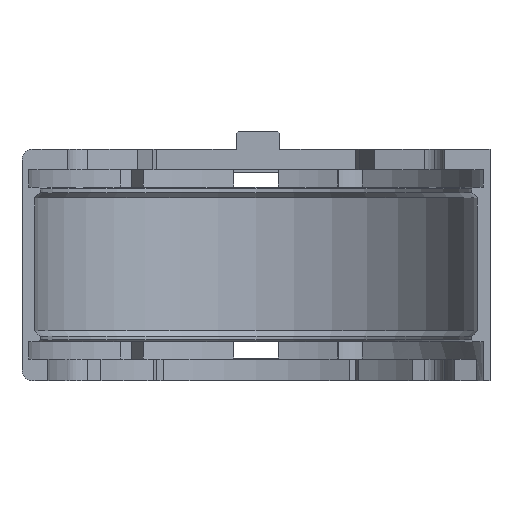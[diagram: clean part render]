
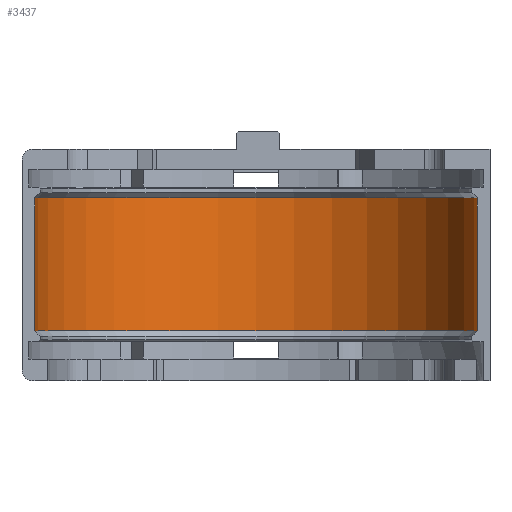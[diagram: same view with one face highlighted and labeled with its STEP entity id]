
A CAD part, front view. The second image highlights one B-rep face of the part: STEP entity #3437.
In plain terms, the highlighted cylindrical face has radius 61 mm (diameter 122 mm), a partial arc.
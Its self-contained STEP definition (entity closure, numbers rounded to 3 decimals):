
#62=CYLINDRICAL_SURFACE('',#3692,61.);
#190=CIRCLE('',#3689,61.);
#191=CIRCLE('',#3691,61.);
#291=FACE_OUTER_BOUND('',#464,.T.);
#464=EDGE_LOOP('',(#2627,#2628,#2629,#2630));
#633=LINE('',#4894,#1024);
#742=LINE('',#5389,#1133);
#1024=VECTOR('',#3917,10.);
#1133=VECTOR('',#4134,10.);
#1426=VERTEX_POINT('',#4891);
#1427=VERTEX_POINT('',#4893);
#1542=VERTEX_POINT('',#5386);
#1543=VERTEX_POINT('',#5388);
#1769=EDGE_CURVE('',#1427,#1426,#633,.T.);
#1916=EDGE_CURVE('',#1543,#1542,#742,.T.);
#2001=EDGE_CURVE('',#1427,#1542,#190,.T.);
#2002=EDGE_CURVE('',#1543,#1426,#191,.T.);
#2627=ORIENTED_EDGE('',*,*,#2001,.F.);
#2628=ORIENTED_EDGE('',*,*,#1769,.T.);
#2629=ORIENTED_EDGE('',*,*,#2002,.F.);
#2630=ORIENTED_EDGE('',*,*,#1916,.T.);
#3437=ADVANCED_FACE('',(#291),#62,.F.);
#3689=AXIS2_PLACEMENT_3D('',#5547,#4283,#4284);
#3691=AXIS2_PLACEMENT_3D('',#5549,#4287,#4288);
#3692=AXIS2_PLACEMENT_3D('',#5550,#4289,#4290);
#3917=DIRECTION('',(0.,0.,1.));
#4134=DIRECTION('',(0.,0.,-1.));
#4283=DIRECTION('center_axis',(0.,0.,1.));
#4284=DIRECTION('ref_axis',(-1.,0.,0.));
#4287=DIRECTION('center_axis',(0.,0.,-1.));
#4288=DIRECTION('ref_axis',(-1.,0.,0.));
#4289=DIRECTION('center_axis',(0.,0.,1.));
#4290=DIRECTION('ref_axis',(-1.,0.,0.));
#4891=CARTESIAN_POINT('',(61.,0.,44.3));
#4893=CARTESIAN_POINT('',(61.,0.,7.7));
#4894=CARTESIAN_POINT('',(61.,0.,4.6));
#5386=CARTESIAN_POINT('',(-61.,0.,7.7));
#5388=CARTESIAN_POINT('',(-61.,0.,44.3));
#5389=CARTESIAN_POINT('',(-61.,0.,4.6));
#5547=CARTESIAN_POINT('Origin',(0.,0.,7.7));
#5549=CARTESIAN_POINT('Origin',(0.,0.,44.3));
#5550=CARTESIAN_POINT('Origin',(0.,0.,4.6));
